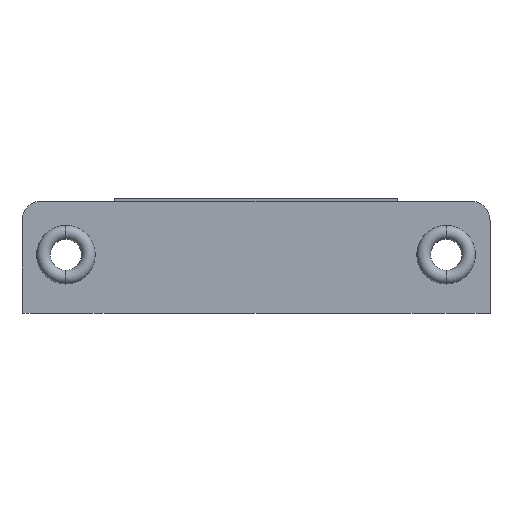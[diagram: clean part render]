
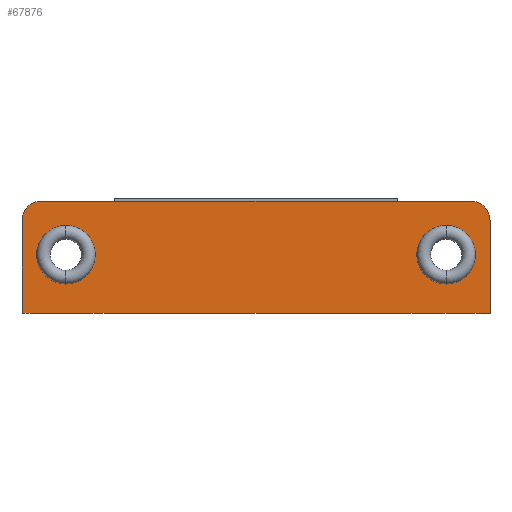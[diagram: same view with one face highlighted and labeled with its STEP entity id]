
A CAD part, front view. The second image highlights one B-rep face of the part: STEP entity #67876.
In plain terms, the highlighted planar face has unit normal (0, -1, 0).
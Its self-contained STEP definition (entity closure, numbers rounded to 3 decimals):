
#9=DIRECTION('',(-1.,0.,0.));
#10=VECTOR('',#9,44.);
#11=CARTESIAN_POINT('',(22.,-0.713,5.463));
#12=LINE('',#11,#10);
#30323=DIRECTION('',(-1.,0.,0.));
#30324=VECTOR('',#30323,48.013);
#30325=CARTESIAN_POINT('',(24.007,-0.713,-6.05));
#30326=LINE('',#30325,#30324);
#30327=CARTESIAN_POINT('',(19.5,-0.713,-0.044));
#30328=DIRECTION('',(0.,-1.,0.));
#30329=DIRECTION('',(0.,0.,-1.));
#30330=AXIS2_PLACEMENT_3D('',#30327,#30328,#30329);
#30332=CARTESIAN_POINT('',(19.5,-0.713,-0.044));
#30333=DIRECTION('',(0.,-1.,0.));
#30334=DIRECTION('',(0.,0.,1.));
#30335=AXIS2_PLACEMENT_3D('',#30332,#30333,#30334);
#30337=CARTESIAN_POINT('',(-19.5,-0.713,-0.044));
#30338=DIRECTION('',(0.,-1.,0.));
#30339=DIRECTION('',(0.,0.,-1.));
#30340=AXIS2_PLACEMENT_3D('',#30337,#30338,#30339);
#30342=CARTESIAN_POINT('',(-19.5,-0.713,-0.044));
#30343=DIRECTION('',(0.,-1.,0.));
#30344=DIRECTION('',(0.,0.,1.));
#30345=AXIS2_PLACEMENT_3D('',#30342,#30343,#30344);
#30360=CARTESIAN_POINT('',(-22.,-0.713,3.457));
#30361=DIRECTION('',(0.,-1.,0.));
#30362=DIRECTION('',(0.,0.,1.));
#30363=AXIS2_PLACEMENT_3D('',#30360,#30361,#30362);
#30369=DIRECTION('',(0.,0.,1.));
#30370=VECTOR('',#30369,9.507);
#30371=CARTESIAN_POINT('',(-24.007,-0.713,-6.05));
#30372=LINE('',#30371,#30370);
#30507=DIRECTION('',(0.,0.,1.));
#30508=VECTOR('',#30507,9.507);
#30509=CARTESIAN_POINT('',(24.007,-0.713,-6.05));
#30510=LINE('',#30509,#30508);
#30585=CARTESIAN_POINT('',(22.,-0.713,3.457));
#30586=DIRECTION('',(0.,-1.,0.));
#30587=DIRECTION('',(1.,0.,0.));
#30588=AXIS2_PLACEMENT_3D('',#30585,#30586,#30587);
#38069=CARTESIAN_POINT('',(24.007,-0.713,-6.05));
#38070=CARTESIAN_POINT('',(-24.007,-0.713,-6.05));
#38071=VERTEX_POINT('',#38069);
#38072=VERTEX_POINT('',#38070);
#38117=CARTESIAN_POINT('',(-24.007,-0.713,3.457));
#38119=VERTEX_POINT('',#38117);
#38123=CARTESIAN_POINT('',(-22.,-0.713,5.463));
#38124=VERTEX_POINT('',#38123);
#38126=CARTESIAN_POINT('',(24.007,-0.713,3.457));
#38128=VERTEX_POINT('',#38126);
#38129=CARTESIAN_POINT('',(22.,-0.713,5.463));
#38130=VERTEX_POINT('',#38129);
#38209=CARTESIAN_POINT('',(19.5,-0.713,-3.05));
#38210=CARTESIAN_POINT('',(19.5,-0.713,2.963));
#38211=VERTEX_POINT('',#38209);
#38212=VERTEX_POINT('',#38210);
#38229=CARTESIAN_POINT('',(-19.5,-0.713,-3.05));
#38230=CARTESIAN_POINT('',(-19.5,-0.713,2.963));
#38231=VERTEX_POINT('',#38229);
#38232=VERTEX_POINT('',#38230);
#67847=CARTESIAN_POINT('',(24.,-0.713,-6.044));
#67848=DIRECTION('',(0.,-1.,0.));
#67849=DIRECTION('',(0.,0.,1.));
#67850=AXIS2_PLACEMENT_3D('',#67847,#67848,#67849);
#67851=PLANE('',#67850);
#67853=ORIENTED_EDGE('',*,*,#67852,.F.);
#67854=ORIENTED_EDGE('',*,*,#38259,.F.);
#67856=ORIENTED_EDGE('',*,*,#67855,.F.);
#67858=ORIENTED_EDGE('',*,*,#67857,.F.);
#67860=ORIENTED_EDGE('',*,*,#67859,.T.);
#67862=ORIENTED_EDGE('',*,*,#67861,.T.);
#67863=EDGE_LOOP('',(#67853,#67854,#67856,#67858,#67860,#67862));
#67864=FACE_OUTER_BOUND('',#67863,.F.);
#67866=ORIENTED_EDGE('',*,*,#67865,.T.);
#67868=ORIENTED_EDGE('',*,*,#67867,.T.);
#67869=EDGE_LOOP('',(#67866,#67868));
#67870=FACE_BOUND('',#67869,.F.);
#67872=ORIENTED_EDGE('',*,*,#67871,.T.);
#67873=ORIENTED_EDGE('',*,*,#67835,.T.);
#67874=EDGE_LOOP('',(#67872,#67873));
#67875=FACE_BOUND('',#67874,.F.);
#67876=ADVANCED_FACE('',(#67864,#67870,#67875),#67851,.T.);
#30331=CIRCLE('',#30330,3.006);
#30336=CIRCLE('',#30335,3.006);
#30341=CIRCLE('',#30340,3.006);
#30346=CIRCLE('',#30345,3.006);
#30364=CIRCLE('',#30363,2.007);
#30589=CIRCLE('',#30588,2.007);
#38259=EDGE_CURVE('',#38130,#38124,#12,.T.);
#67835=EDGE_CURVE('',#38232,#38231,#30346,.T.);
#67852=EDGE_CURVE('',#38124,#38119,#30364,.T.);
#67855=EDGE_CURVE('',#38128,#38130,#30589,.T.);
#67857=EDGE_CURVE('',#38071,#38128,#30510,.T.);
#67859=EDGE_CURVE('',#38071,#38072,#30326,.T.);
#67861=EDGE_CURVE('',#38072,#38119,#30372,.T.);
#67865=EDGE_CURVE('',#38211,#38212,#30331,.T.);
#67867=EDGE_CURVE('',#38212,#38211,#30336,.T.);
#67871=EDGE_CURVE('',#38231,#38232,#30341,.T.);
